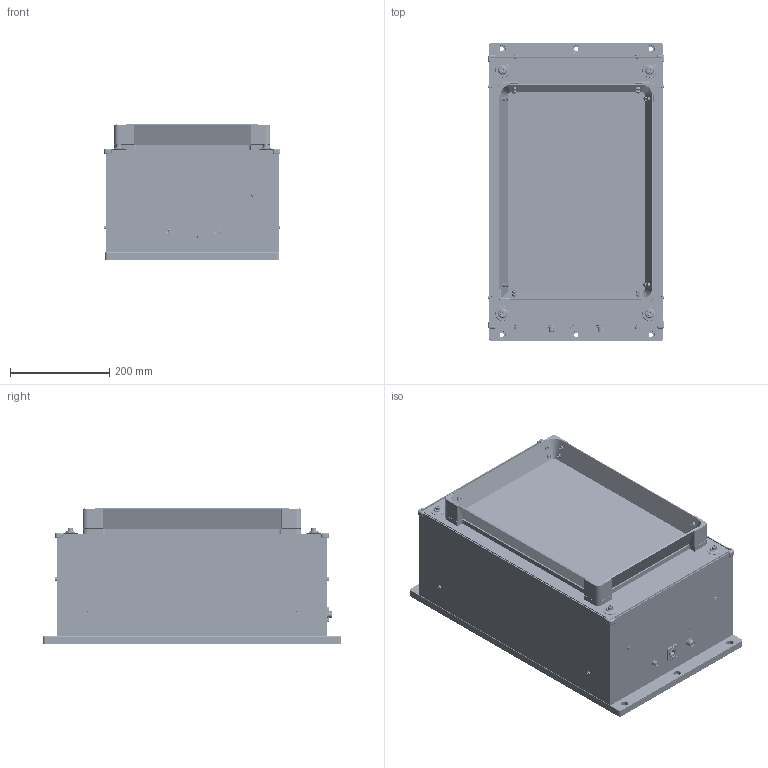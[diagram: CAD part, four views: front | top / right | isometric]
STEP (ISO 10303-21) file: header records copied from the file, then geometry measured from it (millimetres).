
FILE_DESCRIPTION(/* description */ ('STEP AP242','CAx-IF Rec.Pracs.---Representation and Presentation of Product Manufacturing Information (PMI)---4.0---2014-10-13','CAx-IF Rec.Pracs.---3D Tessellated Geometry---0.4---2014-09-14','2;1'),/* implementation_level */ '2;1');
FILE_NAME(/* name */ '6284fdd5fffd3a452276f97b',/* time_stamp */ '2022-05-18T14:08:27+00:00',/* author */ (''),/* organization */ (''),/* preprocessor_version */ 'ST-DEVELOPER v18.102',/* originating_system */ ' ',/* authorisation */ ' ');
FILE_SCHEMA (('AP242_MANAGED_MODEL_BASED_3D_ENGINEERING_MIM_LF { 1 0 10303 442 1 1 4 }'));
Products named in the file (28): PartX2 public; 1; Part 1; ÑÑÀ_83; Part 2; SF1212_S4; Part 3
Assembly tree (61 placements, depth 2):
  PartX2 public
    1
    Part 1  x2
    Part 1  x16
    Part 1  x4
    Part 1
    Part 1
    Part 1  x4
    Part 1  x4
    Part 1
    Part 1  x4
    Part 1
    Part 1
    Part 1
    ÑÑÀ_83  x4
    Part 1  x2
    Part 1  x3
    Part 1
    Part 1
    Part 2
    Part 1
    Part 1
    Part 1
    Part 1
    SF1212_S4
    Part 1
    Part 3
    Part 1
Bounding box: 356 x 600 x 272.99 mm (x, y, z)
Volume: 5797364 mm3; surface area: 1826590.5 mm2
Topology: 61 solids, 61 shells, 11590 faces, 26946 edges, 17789 vertices
Faces by surface type: plane 10002, cylinder 950, cone 354, bspline 134, torus 99, sphere 51
Full cylindrical faces by diameter (mm): 1 x9, 1.05 x3, 1.2 x4, 1.25 x4, 1.3 x8, 2.5 x12, 3 x1, 3.5 x3, 4.2 x24, 4.3 x20, 4.5 x4, 5 x4, 5.5 x42, 5.6 x2, 5.65 x1, 6 x72, 6.5 x4, 7 x8, 7.051 x1, 7.2 x1, 7.4 x1, 7.5 x16, 8.1 x1, 8.5 x22, 8.7 x1, 10 x15, 10.5 x1, 11 x1, 12 x2, 13 x1
Entity records: 85659 total; most frequent: CARTESIAN_POINT 30786, ORIENTED_EDGE 11004, DIRECTION 9874, EDGE_CURVE 5502, AXIS2_PLACEMENT_3D 4025, VERTEX_POINT 3821, FACE_BOUND 3479, EDGE_LOOP 3478
